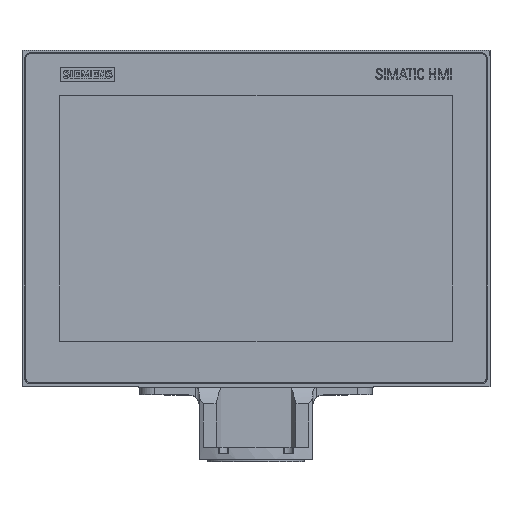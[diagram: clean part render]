
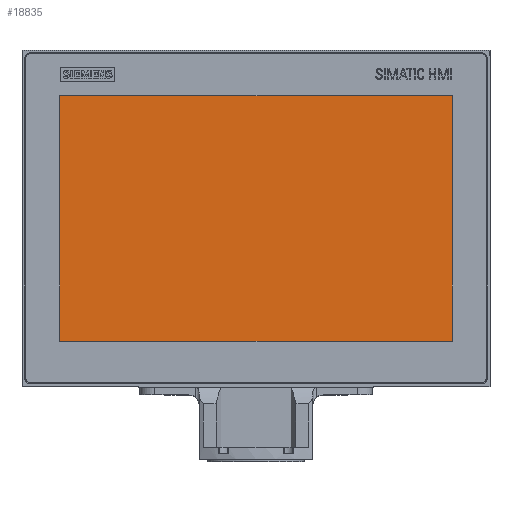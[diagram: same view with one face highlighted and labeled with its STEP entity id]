
A CAD part, top view. The second image highlights one B-rep face of the part: STEP entity #18835.
In plain terms, the highlighted planar face has unit normal (0, 0, 1).
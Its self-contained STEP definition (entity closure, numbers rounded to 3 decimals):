
#18835=ADVANCED_FACE('',(#23702),#21764,.F.);
#21764=PLANE('',#69079);
#23702=FACE_OUTER_BOUND('',#26560,.T.);
#26560=EDGE_LOOP('',(#31975,#31976,#31977,#31978));
#31975=ORIENTED_EDGE('',*,*,#51226,.T.);
#31976=ORIENTED_EDGE('',*,*,#51232,.T.);
#31977=ORIENTED_EDGE('',*,*,#51230,.T.);
#31978=ORIENTED_EDGE('',*,*,#51228,.T.);
#45832=VERTEX_POINT('',#83715);
#45833=VERTEX_POINT('',#83717);
#45834=VERTEX_POINT('',#83721);
#45835=VERTEX_POINT('',#83725);
#51226=EDGE_CURVE('',#45833,#45832,#58575,.T.);
#51228=EDGE_CURVE('',#45834,#45833,#58577,.T.);
#51230=EDGE_CURVE('',#45835,#45834,#58579,.T.);
#51232=EDGE_CURVE('',#45832,#45835,#58581,.T.);
#58575=LINE('',#83716,#62408);
#58577=LINE('',#83720,#62410);
#58579=LINE('',#83724,#62412);
#58581=LINE('',#83728,#62414);
#62408=VECTOR('',#73217,1.);
#62410=VECTOR('',#73221,1.);
#62412=VECTOR('',#73225,1.);
#62414=VECTOR('',#73229,1.);
#69079=AXIS2_PLACEMENT_3D('',#83730,#73232,#73233);
#73217=DIRECTION('',(0.,-1.,0.));
#73221=DIRECTION('',(-1.,0.,0.));
#73225=DIRECTION('',(0.,1.,0.));
#73229=DIRECTION('',(1.,0.,0.));
#73232=DIRECTION('',(0.,0.,-1.));
#73233=DIRECTION('',(-1.,0.,0.));
#83715=CARTESIAN_POINT('',(-316.092,-471.136,-12.56));
#83716=CARTESIAN_POINT('',(-316.092,-471.136,-12.56));
#83717=CARTESIAN_POINT('',(-316.092,-306.936,-12.56));
#83720=CARTESIAN_POINT('',(-316.092,-306.936,-12.56));
#83721=CARTESIAN_POINT('',(-53.892,-306.936,-12.56));
#83724=CARTESIAN_POINT('',(-53.892,-306.936,-12.56));
#83725=CARTESIAN_POINT('',(-53.892,-471.136,-12.56));
#83728=CARTESIAN_POINT('',(-53.892,-471.136,-12.56));
#83730=CARTESIAN_POINT('',(0.,0.,-12.56));
